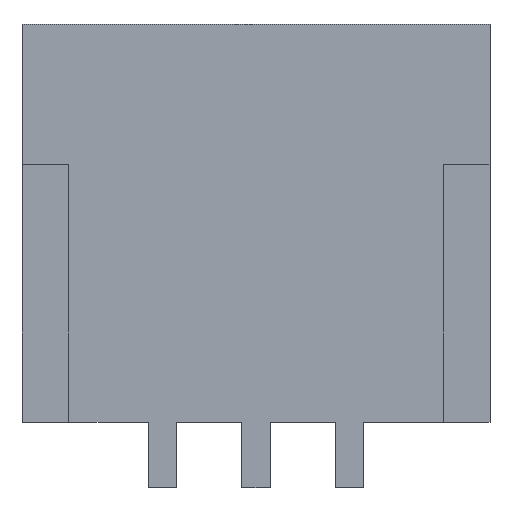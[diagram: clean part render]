
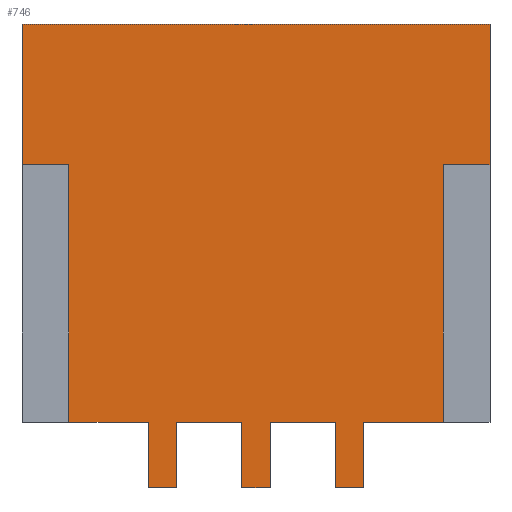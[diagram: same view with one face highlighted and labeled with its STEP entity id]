
A CAD part, front view. The second image highlights one B-rep face of the part: STEP entity #746.
In plain terms, the highlighted planar face has unit normal (0, -1, 0).
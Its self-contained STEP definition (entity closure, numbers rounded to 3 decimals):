
#32=FACE_OUTER_BOUND('',#71,.T.);
#71=EDGE_LOOP('',(#548,#549,#550,#551,#552,#553,#554,#555,#556,#557,#558,
#559,#560,#561,#562,#563,#564,#565,#566,#567));
#105=LINE('',#1028,#210);
#108=LINE('',#1033,#213);
#109=LINE('',#1036,#214);
#119=LINE('',#1057,#224);
#122=LINE('',#1062,#227);
#123=LINE('',#1065,#228);
#133=LINE('',#1086,#238);
#136=LINE('',#1091,#241);
#137=LINE('',#1094,#242);
#139=LINE('',#1098,#244);
#140=LINE('',#1100,#245);
#141=LINE('',#1102,#246);
#142=LINE('',#1104,#247);
#143=LINE('',#1106,#248);
#144=LINE('',#1108,#249);
#145=LINE('',#1110,#250);
#146=LINE('',#1112,#251);
#147=LINE('',#1113,#252);
#148=LINE('',#1114,#253);
#149=LINE('',#1115,#254);
#210=VECTOR('',#839,10.);
#213=VECTOR('',#844,10.);
#214=VECTOR('',#847,10.);
#224=VECTOR('',#863,10.);
#227=VECTOR('',#868,10.);
#228=VECTOR('',#871,10.);
#238=VECTOR('',#887,10.);
#241=VECTOR('',#892,10.);
#242=VECTOR('',#895,10.);
#244=VECTOR('',#899,10.);
#245=VECTOR('',#900,10.);
#246=VECTOR('',#901,10.);
#247=VECTOR('',#902,10.);
#248=VECTOR('',#903,10.);
#249=VECTOR('',#904,10.);
#250=VECTOR('',#905,10.);
#251=VECTOR('',#906,10.);
#252=VECTOR('',#907,10.);
#253=VECTOR('',#908,10.);
#254=VECTOR('',#909,10.);
#313=VERTEX_POINT('',#1025);
#314=VERTEX_POINT('',#1027);
#315=VERTEX_POINT('',#1031);
#316=VERTEX_POINT('',#1035);
#323=VERTEX_POINT('',#1054);
#324=VERTEX_POINT('',#1056);
#325=VERTEX_POINT('',#1060);
#326=VERTEX_POINT('',#1064);
#333=VERTEX_POINT('',#1083);
#334=VERTEX_POINT('',#1085);
#335=VERTEX_POINT('',#1089);
#336=VERTEX_POINT('',#1093);
#337=VERTEX_POINT('',#1097);
#338=VERTEX_POINT('',#1099);
#339=VERTEX_POINT('',#1101);
#340=VERTEX_POINT('',#1103);
#341=VERTEX_POINT('',#1105);
#342=VERTEX_POINT('',#1107);
#343=VERTEX_POINT('',#1109);
#344=VERTEX_POINT('',#1111);
#385=EDGE_CURVE('',#313,#314,#105,.T.);
#388=EDGE_CURVE('',#315,#313,#108,.T.);
#389=EDGE_CURVE('',#316,#314,#109,.T.);
#399=EDGE_CURVE('',#323,#324,#119,.T.);
#402=EDGE_CURVE('',#325,#323,#122,.T.);
#403=EDGE_CURVE('',#326,#324,#123,.T.);
#413=EDGE_CURVE('',#333,#334,#133,.T.);
#416=EDGE_CURVE('',#335,#333,#136,.T.);
#417=EDGE_CURVE('',#336,#334,#137,.T.);
#419=EDGE_CURVE('',#337,#335,#139,.T.);
#420=EDGE_CURVE('',#337,#338,#140,.T.);
#421=EDGE_CURVE('',#338,#339,#141,.T.);
#422=EDGE_CURVE('',#340,#339,#142,.T.);
#423=EDGE_CURVE('',#340,#341,#143,.T.);
#424=EDGE_CURVE('',#341,#342,#144,.F.);
#425=EDGE_CURVE('',#342,#343,#145,.T.);
#426=EDGE_CURVE('',#343,#344,#146,.T.);
#427=EDGE_CURVE('',#316,#344,#147,.T.);
#428=EDGE_CURVE('',#326,#315,#148,.T.);
#429=EDGE_CURVE('',#336,#325,#149,.T.);
#548=ORIENTED_EDGE('',*,*,#419,.F.);
#549=ORIENTED_EDGE('',*,*,#420,.T.);
#550=ORIENTED_EDGE('',*,*,#421,.T.);
#551=ORIENTED_EDGE('',*,*,#422,.F.);
#552=ORIENTED_EDGE('',*,*,#423,.T.);
#553=ORIENTED_EDGE('',*,*,#424,.T.);
#554=ORIENTED_EDGE('',*,*,#425,.T.);
#555=ORIENTED_EDGE('',*,*,#426,.T.);
#556=ORIENTED_EDGE('',*,*,#427,.F.);
#557=ORIENTED_EDGE('',*,*,#389,.T.);
#558=ORIENTED_EDGE('',*,*,#385,.F.);
#559=ORIENTED_EDGE('',*,*,#388,.F.);
#560=ORIENTED_EDGE('',*,*,#428,.F.);
#561=ORIENTED_EDGE('',*,*,#403,.T.);
#562=ORIENTED_EDGE('',*,*,#399,.F.);
#563=ORIENTED_EDGE('',*,*,#402,.F.);
#564=ORIENTED_EDGE('',*,*,#429,.F.);
#565=ORIENTED_EDGE('',*,*,#417,.T.);
#566=ORIENTED_EDGE('',*,*,#413,.F.);
#567=ORIENTED_EDGE('',*,*,#416,.F.);
#707=PLANE('',#799);
#746=ADVANCED_FACE('',(#32),#707,.T.);
#799=AXIS2_PLACEMENT_3D('',#1096,#897,#898);
#839=DIRECTION('',(-1.,0.,0.));
#844=DIRECTION('',(0.,0.,-1.));
#847=DIRECTION('',(0.,0.,-1.));
#863=DIRECTION('',(-1.,0.,0.));
#868=DIRECTION('',(0.,0.,-1.));
#871=DIRECTION('',(0.,0.,-1.));
#887=DIRECTION('',(-1.,0.,0.));
#892=DIRECTION('',(0.,0.,-1.));
#895=DIRECTION('',(0.,0.,-1.));
#897=DIRECTION('center_axis',(0.,-1.,0.));
#898=DIRECTION('ref_axis',(-1.,0.,0.));
#899=DIRECTION('',(-1.,0.,0.));
#900=DIRECTION('',(0.,0.,1.));
#901=DIRECTION('',(1.,0.,0.));
#902=DIRECTION('',(0.,0.,-1.));
#903=DIRECTION('',(-1.,0.,0.));
#904=DIRECTION('',(0.,0.,1.));
#905=DIRECTION('',(1.,0.,0.));
#906=DIRECTION('',(0.,0.,-1.));
#907=DIRECTION('',(-1.,0.,0.));
#908=DIRECTION('',(-1.,0.,0.));
#909=DIRECTION('',(-1.,0.,0.));
#1025=CARTESIAN_POINT('',(-0.85,0.,-5.15));
#1027=CARTESIAN_POINT('',(-1.15,0.,-5.15));
#1028=CARTESIAN_POINT('',(1.15,0.,-5.15));
#1031=CARTESIAN_POINT('',(-0.85,0.,-4.45));
#1033=CARTESIAN_POINT('',(-0.85,0.,-4.45));
#1035=CARTESIAN_POINT('',(-1.15,0.,-4.45));
#1036=CARTESIAN_POINT('',(-1.15,0.,-4.45));
#1054=CARTESIAN_POINT('',(0.15,0.,-5.15));
#1056=CARTESIAN_POINT('',(-0.15,0.,-5.15));
#1057=CARTESIAN_POINT('',(1.15,0.,-5.15));
#1060=CARTESIAN_POINT('',(0.15,0.,-4.45));
#1062=CARTESIAN_POINT('',(0.15,0.,-4.45));
#1064=CARTESIAN_POINT('',(-0.15,0.,-4.45));
#1065=CARTESIAN_POINT('',(-0.15,0.,-4.45));
#1083=CARTESIAN_POINT('',(1.15,0.,-5.15));
#1085=CARTESIAN_POINT('',(0.85,0.,-5.15));
#1086=CARTESIAN_POINT('',(1.15,0.,-5.15));
#1089=CARTESIAN_POINT('',(1.15,0.,-4.45));
#1091=CARTESIAN_POINT('',(1.15,0.,-4.45));
#1093=CARTESIAN_POINT('',(0.85,0.,-4.45));
#1094=CARTESIAN_POINT('',(0.85,0.,-4.45));
#1096=CARTESIAN_POINT('Origin',(3.,0.,0.));
#1097=CARTESIAN_POINT('',(2.,0.,-4.45));
#1098=CARTESIAN_POINT('',(-3.,0.,-4.45));
#1099=CARTESIAN_POINT('',(2.,0.,-1.7));
#1100=CARTESIAN_POINT('',(2.,0.,-2.225));
#1101=CARTESIAN_POINT('',(2.5,0.,-1.7));
#1102=CARTESIAN_POINT('',(2.75,0.,-1.7));
#1103=CARTESIAN_POINT('',(2.5,0.,-0.2));
#1104=CARTESIAN_POINT('',(2.5,0.,0.));
#1105=CARTESIAN_POINT('',(-2.5,0.,-0.2));
#1106=CARTESIAN_POINT('',(1.5,0.,-0.2));
#1107=CARTESIAN_POINT('',(-2.5,0.,-1.7));
#1108=CARTESIAN_POINT('',(-2.5,0.,0.));
#1109=CARTESIAN_POINT('',(-2.,0.,-1.7));
#1110=CARTESIAN_POINT('',(0.,0.,-1.7));
#1111=CARTESIAN_POINT('',(-2.,0.,-4.45));
#1112=CARTESIAN_POINT('',(-2.,0.,-0.85));
#1113=CARTESIAN_POINT('',(-3.,0.,-4.45));
#1114=CARTESIAN_POINT('',(-3.,0.,-4.45));
#1115=CARTESIAN_POINT('',(-3.,0.,-4.45));
